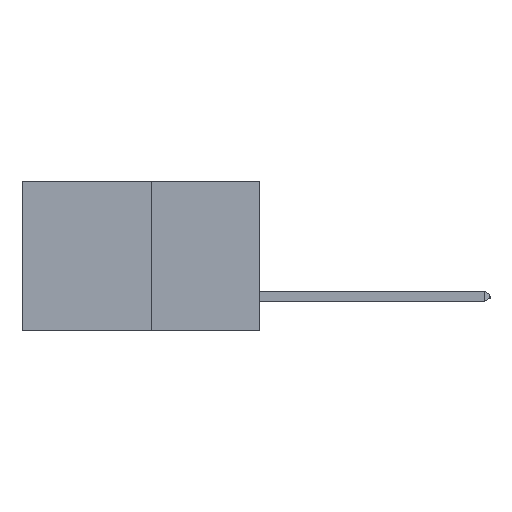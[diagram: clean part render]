
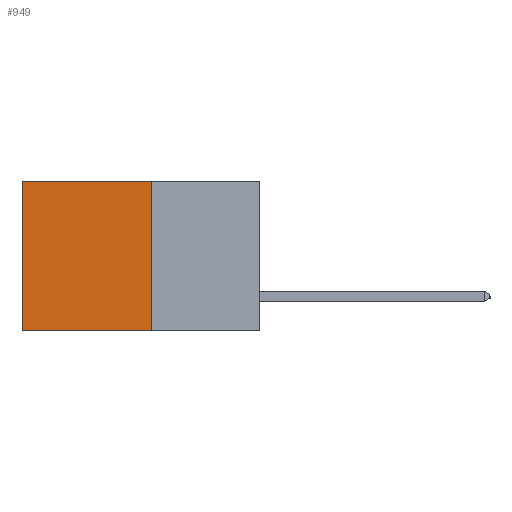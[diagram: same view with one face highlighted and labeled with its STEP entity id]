
A CAD part, left-side view. The second image highlights one B-rep face of the part: STEP entity #949.
In plain terms, the highlighted planar face has unit normal (-1, 0, 0).
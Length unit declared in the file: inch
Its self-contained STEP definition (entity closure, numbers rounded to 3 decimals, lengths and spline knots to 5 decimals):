
#288 = CARTESIAN_POINT ( 'NONE',  ( 0.277, 0.27, -0.37 ) ) ;
#741 = AXIS2_PLACEMENT_3D ( 'NONE', #288, #5212, #9374 ) ;
#833 = ORIENTED_EDGE ( 'NONE', *, *, #10298, .T. ) ;
#949 = ADVANCED_FACE ( 'NONE', ( #1949 ), #4612, .F. ) ;
#960 = VERTEX_POINT ( 'NONE', #9369 ) ;
#1158 = VERTEX_POINT ( 'NONE', #10584 ) ;
#1444 = VECTOR ( 'NONE', #9662, 39.37008 ) ;
#1647 = VERTEX_POINT ( 'NONE', #10168 ) ;
#1949 = FACE_OUTER_BOUND ( 'NONE', #11195, .T. ) ;
#2820 = CARTESIAN_POINT ( 'NONE',  ( 0.277, 0.27, -0.37 ) ) ;
#2911 = CARTESIAN_POINT ( 'NONE',  ( 0.277, 0.27, -0.37 ) ) ;
#3136 = EDGE_CURVE ( 'NONE', #1647, #1158, #7147, .T. ) ;
#3219 = EDGE_CURVE ( 'NONE', #5075, #1158, #8948, .T. ) ;
#3361 = CARTESIAN_POINT ( 'NONE',  ( 0.277, 0.27, -0.37 ) ) ;
#3550 = DIRECTION ( 'NONE',  ( 0., 1., 0. ) ) ;
#4078 = EDGE_CURVE ( 'NONE', #960, #5075, #4614, .T. ) ;
#4612 = PLANE ( 'NONE',  #741 ) ;
#4614 = LINE ( 'NONE', #2820, #9074 ) ;
#4758 = VECTOR ( 'NONE', #9672, 39.37008 ) ;
#5075 = VERTEX_POINT ( 'NONE', #3361 ) ;
#5212 = DIRECTION ( 'NONE',  ( 1., 0., 0. ) ) ;
#5362 = CARTESIAN_POINT ( 'NONE',  ( 0.277, 0.27, 0. ) ) ;
#6580 = CARTESIAN_POINT ( 'NONE',  ( 0.277, 0.59, -0.37 ) ) ;
#6827 = ORIENTED_EDGE ( 'NONE', *, *, #4078, .F. ) ;
#7147 = LINE ( 'NONE', #6580, #4758 ) ;
#8256 = ORIENTED_EDGE ( 'NONE', *, *, #3219, .F. ) ;
#8472 = ORIENTED_EDGE ( 'NONE', *, *, #3136, .T. ) ;
#8948 = LINE ( 'NONE', #2911, #1444 ) ;
#9074 = VECTOR ( 'NONE', #11256, 39.37008 ) ;
#9150 = VECTOR ( 'NONE', #3550, 39.37008 ) ;
#9369 = CARTESIAN_POINT ( 'NONE',  ( 0.277, 0.27, 0. ) ) ;
#9374 = DIRECTION ( 'NONE',  ( 0., 0., -1. ) ) ;
#9662 = DIRECTION ( 'NONE',  ( 0., 1., 0. ) ) ;
#9672 = DIRECTION ( 'NONE',  ( 0., 0., -1. ) ) ;
#10168 = CARTESIAN_POINT ( 'NONE',  ( 0.277, 0.59, 0. ) ) ;
#10298 = EDGE_CURVE ( 'NONE', #960, #1647, #11519, .T. ) ;
#10584 = CARTESIAN_POINT ( 'NONE',  ( 0.277, 0.59, -0.37 ) ) ;
#11195 = EDGE_LOOP ( 'NONE', ( #8472, #8256, #6827, #833 ) ) ;
#11256 = DIRECTION ( 'NONE',  ( 0., 0., -1. ) ) ;
#11519 = LINE ( 'NONE', #5362, #9150 ) ;
